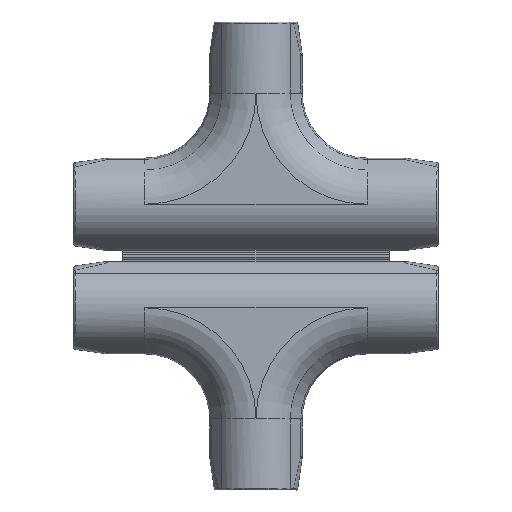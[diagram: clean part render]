
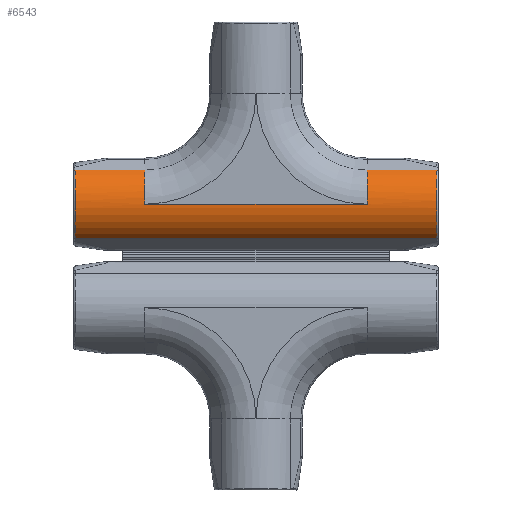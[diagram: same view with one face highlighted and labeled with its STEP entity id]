
A CAD part, front view. The second image highlights one B-rep face of the part: STEP entity #6543.
In plain terms, the highlighted cylindrical face has radius 14.05 mm (diameter 28.1 mm), a partial arc.
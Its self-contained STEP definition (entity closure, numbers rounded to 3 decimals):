
#242 = CARTESIAN_POINT ( 'NONE',  ( -37.6, -8.059, 11.509 ) ) ;
#252 = DIRECTION ( 'NONE',  ( -1., 0., 0. ) ) ;
#344 = EDGE_CURVE ( 'NONE', #6577, #1428, #1734, .T. ) ;
#369 = VECTOR ( 'NONE', #4790, 1000. ) ;
#410 = AXIS2_PLACEMENT_3D ( 'NONE', #6022, #252, #3935 ) ;
#506 = DIRECTION ( 'NONE',  ( -1., 0., 0. ) ) ;
#542 = CARTESIAN_POINT ( 'NONE',  ( -37.6, -14.05, 0. ) ) ;
#641 = CARTESIAN_POINT ( 'NONE',  ( 37.6, -8.059, 11.509 ) ) ;
#1126 = VECTOR ( 'NONE', #3034, 1000. ) ;
#1134 = LINE ( 'NONE', #3731, #369 ) ;
#1155 = FACE_OUTER_BOUND ( 'NONE', #2811, .T. ) ;
#1280 = EDGE_CURVE ( 'NONE', #2418, #1683, #6178, .T. ) ;
#1320 = CARTESIAN_POINT ( 'NONE',  ( 61., -8.059, -11.509 ) ) ;
#1328 = DIRECTION ( 'NONE',  ( 1., 0., 0. ) ) ;
#1343 = VERTEX_POINT ( 'NONE', #542 ) ;
#1428 = VERTEX_POINT ( 'NONE', #6453 ) ;
#1570 = EDGE_CURVE ( 'NONE', #6143, #1683, #4496, .T. ) ;
#1587 = DIRECTION ( 'NONE',  ( 0., 0., 1. ) ) ;
#1683 = VERTEX_POINT ( 'NONE', #641 ) ;
#1699 = DIRECTION ( 'NONE',  ( 0., 0., 1. ) ) ;
#1734 = CIRCLE ( 'NONE', #1942, 14.05 ) ;
#1937 = CIRCLE ( 'NONE', #3689, 14.05 ) ;
#1942 = AXIS2_PLACEMENT_3D ( 'NONE', #4404, #2861, #3408 ) ;
#2098 = DIRECTION ( 'NONE',  ( -1., 0., 0. ) ) ;
#2149 = EDGE_CURVE ( 'NONE', #6166, #6143, #3348, .T. ) ;
#2228 = AXIS2_PLACEMENT_3D ( 'NONE', #3716, #5800, #1699 ) ;
#2393 = ORIENTED_EDGE ( 'NONE', *, *, #2149, .T. ) ;
#2406 = CARTESIAN_POINT ( 'NONE',  ( -61., -8.059, 11.509 ) ) ;
#2418 = VERTEX_POINT ( 'NONE', #3619 ) ;
#2453 = AXIS2_PLACEMENT_3D ( 'NONE', #3166, #2098, #1587 ) ;
#2498 = VERTEX_POINT ( 'NONE', #242 ) ;
#2811 = EDGE_LOOP ( 'NONE', ( #3713, #3841, #4182, #2393, #6671, #4902, #5493, #5928 ) ) ;
#2818 = VECTOR ( 'NONE', #506, 1000. ) ;
#2853 = DIRECTION ( 'NONE',  ( -1., 0., 0. ) ) ;
#2861 = DIRECTION ( 'NONE',  ( 1., 0., 0. ) ) ;
#3001 = LINE ( 'NONE', #3997, #1126 ) ;
#3034 = DIRECTION ( 'NONE',  ( 1., 0., 0. ) ) ;
#3166 = CARTESIAN_POINT ( 'NONE',  ( 37.6, 0., 0. ) ) ;
#3336 = CYLINDRICAL_SURFACE ( 'NONE', #2228, 14.05 ) ;
#3343 = DIRECTION ( 'NONE',  ( 0., 0., -1. ) ) ;
#3348 = CIRCLE ( 'NONE', #410, 14.05 ) ;
#3364 = CARTESIAN_POINT ( 'NONE',  ( 61.5, -8.059, 11.509 ) ) ;
#3401 = VECTOR ( 'NONE', #2853, 1000. ) ;
#3408 = DIRECTION ( 'NONE',  ( 0., 0., -1. ) ) ;
#3619 = CARTESIAN_POINT ( 'NONE',  ( 37.6, -14.05, 0. ) ) ;
#3689 = AXIS2_PLACEMENT_3D ( 'NONE', #3929, #1328, #3343 ) ;
#3713 = ORIENTED_EDGE ( 'NONE', *, *, #4466, .T. ) ;
#3716 = CARTESIAN_POINT ( 'NONE',  ( 61.5, 0., 0. ) ) ;
#3731 = CARTESIAN_POINT ( 'NONE',  ( 61.5, -8.059, 11.509 ) ) ;
#3841 = ORIENTED_EDGE ( 'NONE', *, *, #344, .T. ) ;
#3929 = CARTESIAN_POINT ( 'NONE',  ( -37.6, 0., 0. ) ) ;
#3935 = DIRECTION ( 'NONE',  ( 0., 0., -1. ) ) ;
#3997 = CARTESIAN_POINT ( 'NONE',  ( 0., -14.05, 0. ) ) ;
#4182 = ORIENTED_EDGE ( 'NONE', *, *, #6007, .F. ) ;
#4404 = CARTESIAN_POINT ( 'NONE',  ( -61., 0., 0. ) ) ;
#4466 = EDGE_CURVE ( 'NONE', #2498, #6577, #1134, .T. ) ;
#4496 = LINE ( 'NONE', #3364, #3401 ) ;
#4790 = DIRECTION ( 'NONE',  ( -1., 0., 0. ) ) ;
#4902 = ORIENTED_EDGE ( 'NONE', *, *, #1280, .F. ) ;
#5011 = EDGE_CURVE ( 'NONE', #1343, #2418, #3001, .T. ) ;
#5185 = CARTESIAN_POINT ( 'NONE',  ( 61.5, -8.059, -11.509 ) ) ;
#5493 = ORIENTED_EDGE ( 'NONE', *, *, #5011, .F. ) ;
#5635 = LINE ( 'NONE', #5185, #2818 ) ;
#5800 = DIRECTION ( 'NONE',  ( -1., 0., 0. ) ) ;
#5883 = EDGE_CURVE ( 'NONE', #2498, #1343, #1937, .T. ) ;
#5928 = ORIENTED_EDGE ( 'NONE', *, *, #5883, .F. ) ;
#6007 = EDGE_CURVE ( 'NONE', #6166, #1428, #5635, .T. ) ;
#6010 = CARTESIAN_POINT ( 'NONE',  ( 61., -8.059, 11.509 ) ) ;
#6022 = CARTESIAN_POINT ( 'NONE',  ( 61., 0., 0. ) ) ;
#6143 = VERTEX_POINT ( 'NONE', #6010 ) ;
#6166 = VERTEX_POINT ( 'NONE', #1320 ) ;
#6178 = CIRCLE ( 'NONE', #2453, 14.05 ) ;
#6453 = CARTESIAN_POINT ( 'NONE',  ( -61., -8.059, -11.509 ) ) ;
#6543 = ADVANCED_FACE ( 'NONE', ( #1155 ), #3336, .T. ) ;
#6577 = VERTEX_POINT ( 'NONE', #2406 ) ;
#6671 = ORIENTED_EDGE ( 'NONE', *, *, #1570, .T. ) ;
